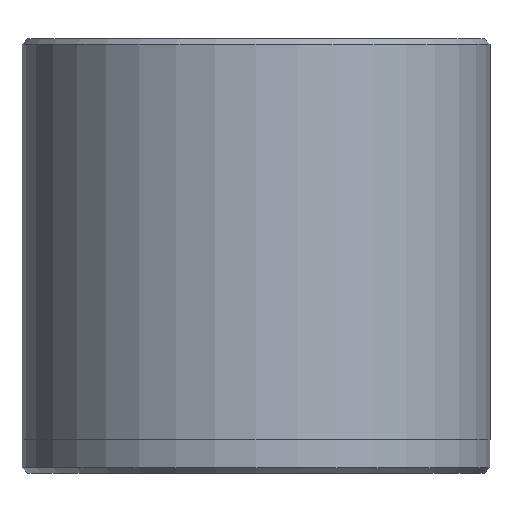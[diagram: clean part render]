
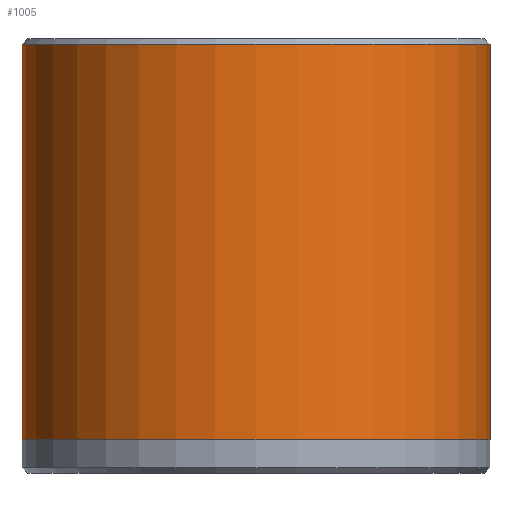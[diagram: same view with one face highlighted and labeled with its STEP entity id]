
A CAD part, front view. The second image highlights one B-rep face of the part: STEP entity #1005.
In plain terms, the highlighted cylindrical face has radius 21 mm (diameter 42 mm), a partial arc.
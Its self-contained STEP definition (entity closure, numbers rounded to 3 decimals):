
#54 = ORIENTED_EDGE ( 'NONE', *, *, #883, .T. ) ;
#73 = DIRECTION ( 'NONE',  ( 1., 0., 0. ) ) ;
#78 = EDGE_CURVE ( 'NONE', #810, #1108, #1408, .T. ) ;
#120 = CYLINDRICAL_SURFACE ( 'NONE', #661, 21. ) ;
#156 = DIRECTION ( 'NONE',  ( -1., 0., 0. ) ) ;
#215 = ORIENTED_EDGE ( 'NONE', *, *, #78, .F. ) ;
#236 = LINE ( 'NONE', #872, #543 ) ;
#459 = VECTOR ( 'NONE', #871, 1000. ) ;
#474 = AXIS2_PLACEMENT_3D ( 'NONE', #1280, #1414, #156 ) ;
#506 = DIRECTION ( 'NONE',  ( 0., 0., -1. ) ) ;
#543 = VECTOR ( 'NONE', #737, 1000. ) ;
#577 = ORIENTED_EDGE ( 'NONE', *, *, #807, .F. ) ;
#615 = CARTESIAN_POINT ( 'NONE',  ( 0., 0., 39. ) ) ;
#635 = FACE_OUTER_BOUND ( 'NONE', #1519, .T. ) ;
#640 = CARTESIAN_POINT ( 'NONE',  ( -21., 0., 3. ) ) ;
#661 = AXIS2_PLACEMENT_3D ( 'NONE', #615, #506, #1521 ) ;
#737 = DIRECTION ( 'NONE',  ( 0., 0., -1. ) ) ;
#750 = CARTESIAN_POINT ( 'NONE',  ( 21., 0., 39. ) ) ;
#807 = EDGE_CURVE ( 'NONE', #1108, #1639, #1176, .T. ) ;
#810 = VERTEX_POINT ( 'NONE', #907 ) ;
#829 = DIRECTION ( 'NONE',  ( 0., 0., -1. ) ) ;
#871 = DIRECTION ( 'NONE',  ( 0., 0., -1. ) ) ;
#872 = CARTESIAN_POINT ( 'NONE',  ( -21., 0., 39. ) ) ;
#883 = EDGE_CURVE ( 'NONE', #1554, #1639, #236, .T. ) ;
#907 = CARTESIAN_POINT ( 'NONE',  ( 21., 0., 38.5 ) ) ;
#916 = ORIENTED_EDGE ( 'NONE', *, *, #1604, .T. ) ;
#1005 = ADVANCED_FACE ( 'NONE', ( #635 ), #120, .T. ) ;
#1108 = VERTEX_POINT ( 'NONE', #1607 ) ;
#1154 = CIRCLE ( 'NONE', #1179, 21. ) ;
#1176 = CIRCLE ( 'NONE', #474, 21. ) ;
#1179 = AXIS2_PLACEMENT_3D ( 'NONE', #1586, #829, #73 ) ;
#1246 = CARTESIAN_POINT ( 'NONE',  ( -21., 0., 38.5 ) ) ;
#1280 = CARTESIAN_POINT ( 'NONE',  ( 0., 0., 3. ) ) ;
#1408 = LINE ( 'NONE', #750, #459 ) ;
#1414 = DIRECTION ( 'NONE',  ( 0., 0., -1. ) ) ;
#1519 = EDGE_LOOP ( 'NONE', ( #215, #916, #54, #577 ) ) ;
#1521 = DIRECTION ( 'NONE',  ( -1., 0., 0. ) ) ;
#1554 = VERTEX_POINT ( 'NONE', #1246 ) ;
#1586 = CARTESIAN_POINT ( 'NONE',  ( 0., 0., 38.5 ) ) ;
#1604 = EDGE_CURVE ( 'NONE', #810, #1554, #1154, .T. ) ;
#1607 = CARTESIAN_POINT ( 'NONE',  ( 21., 0., 3. ) ) ;
#1639 = VERTEX_POINT ( 'NONE', #640 ) ;
